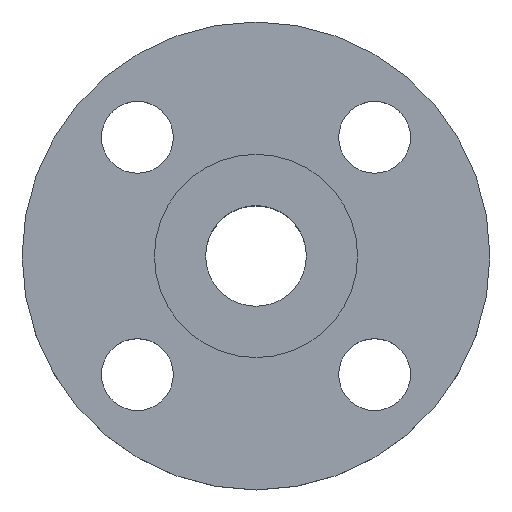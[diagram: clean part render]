
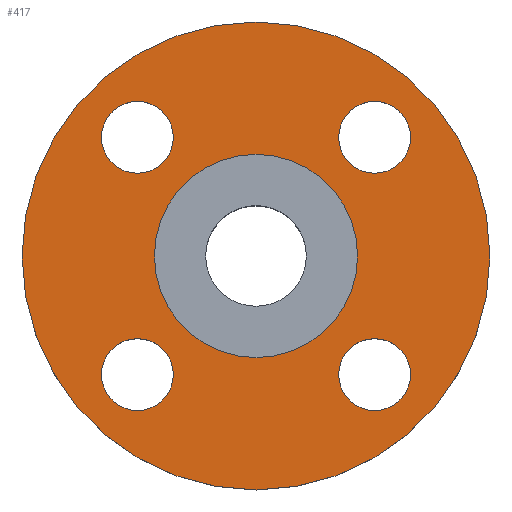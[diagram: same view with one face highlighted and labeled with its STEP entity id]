
A CAD part, top view. The second image highlights one B-rep face of the part: STEP entity #417.
In plain terms, the highlighted planar face has unit normal (0, 0, 1).
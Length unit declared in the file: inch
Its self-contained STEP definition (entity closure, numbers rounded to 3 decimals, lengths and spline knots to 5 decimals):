
#3 = AXIS2_PLACEMENT_3D ( 'NONE', #15, #742, #316 ) ;
#10 = CARTESIAN_POINT ( 'NONE',  ( -1.23744, -1.23744, 0. ) ) ;
#13 = EDGE_CURVE ( 'NONE', #337, #590, #37, .T. ) ;
#15 = CARTESIAN_POINT ( 'NONE',  ( -1.23744, 1.23744, 0. ) ) ;
#32 = DIRECTION ( 'NONE',  ( 0., 0., 1. ) ) ;
#33 = EDGE_CURVE ( 'NONE', #511, #166, #739, .T. ) ;
#35 = DIRECTION ( 'NONE',  ( 0., 0., 1. ) ) ;
#37 = CIRCLE ( 'NONE', #3, 0.375 ) ;
#42 = DIRECTION ( 'NONE',  ( 0., 0., 1. ) ) ;
#67 = AXIS2_PLACEMENT_3D ( 'NONE', #326, #564, #583 ) ;
#68 = EDGE_CURVE ( 'NONE', #458, #586, #779, .T. ) ;
#70 = CARTESIAN_POINT ( 'NONE',  ( -2.44, 0., 0. ) ) ;
#73 = CIRCLE ( 'NONE', #493, 0.375 ) ;
#85 = VERTEX_POINT ( 'NONE', #355 ) ;
#86 = CARTESIAN_POINT ( 'NONE',  ( -1.23744, -1.23744, 0. ) ) ;
#90 = CARTESIAN_POINT ( 'NONE',  ( 0., 0., 0. ) ) ;
#92 = EDGE_CURVE ( 'NONE', #85, #400, #73, .T. ) ;
#96 = CIRCLE ( 'NONE', #67, 0.375 ) ;
#104 = VERTEX_POINT ( 'NONE', #526 ) ;
#107 = DIRECTION ( 'NONE',  ( 1., 0., 0. ) ) ;
#124 = AXIS2_PLACEMENT_3D ( 'NONE', #658, #349, #107 ) ;
#129 = EDGE_CURVE ( 'NONE', #590, #337, #138, .T. ) ;
#131 = CARTESIAN_POINT ( 'NONE',  ( 1.23744, -1.23744, 0. ) ) ;
#134 = DIRECTION ( 'NONE',  ( 0., -1., 0. ) ) ;
#137 = CARTESIAN_POINT ( 'NONE',  ( -1.06, 0., 0. ) ) ;
#138 = CIRCLE ( 'NONE', #689, 0.375 ) ;
#145 = DIRECTION ( 'NONE',  ( 0., 0., 1. ) ) ;
#149 = EDGE_LOOP ( 'NONE', ( #666, #541 ) ) ;
#162 = DIRECTION ( 'NONE',  ( 0., 0., 1. ) ) ;
#164 = CARTESIAN_POINT ( 'NONE',  ( 1.23744, 1.23744, 0. ) ) ;
#165 = PLANE ( 'NONE',  #505 ) ;
#166 = VERTEX_POINT ( 'NONE', #284 ) ;
#167 = CARTESIAN_POINT ( 'NONE',  ( 0., 0., 0. ) ) ;
#182 = EDGE_CURVE ( 'NONE', #518, #343, #205, .T. ) ;
#183 = CARTESIAN_POINT ( 'NONE',  ( -1.61244, -1.23744, 0. ) ) ;
#194 = AXIS2_PLACEMENT_3D ( 'NONE', #402, #162, #468 ) ;
#198 = CARTESIAN_POINT ( 'NONE',  ( -1.23744, 0.86244, 0. ) ) ;
#203 = ORIENTED_EDGE ( 'NONE', *, *, #751, .F. ) ;
#205 = CIRCLE ( 'NONE', #303, 1.06 ) ;
#211 = ORIENTED_EDGE ( 'NONE', *, *, #129, .F. ) ;
#212 = ORIENTED_EDGE ( 'NONE', *, *, #68, .F. ) ;
#217 = CARTESIAN_POINT ( 'NONE',  ( 1.23744, -0.86244, 0. ) ) ;
#261 = CIRCLE ( 'NONE', #124, 2.44 ) ;
#263 = DIRECTION ( 'NONE',  ( 0., 0., 1. ) ) ;
#282 = EDGE_LOOP ( 'NONE', ( #516, #656 ) ) ;
#284 = CARTESIAN_POINT ( 'NONE',  ( 1.23744, -1.61244, 0. ) ) ;
#292 = CARTESIAN_POINT ( 'NONE',  ( 0., 0., 0. ) ) ;
#293 = ORIENTED_EDGE ( 'NONE', *, *, #340, .F. ) ;
#303 = AXIS2_PLACEMENT_3D ( 'NONE', #167, #35, #782 ) ;
#316 = DIRECTION ( 'NONE',  ( 0., 1., 0. ) ) ;
#326 = CARTESIAN_POINT ( 'NONE',  ( 1.23744, 1.23744, 0. ) ) ;
#328 = DIRECTION ( 'NONE',  ( -1., 0., 0. ) ) ;
#337 = VERTEX_POINT ( 'NONE', #198 ) ;
#340 = EDGE_CURVE ( 'NONE', #586, #458, #563, .T. ) ;
#343 = VERTEX_POINT ( 'NONE', #137 ) ;
#349 = DIRECTION ( 'NONE',  ( 0., 0., 1. ) ) ;
#355 = CARTESIAN_POINT ( 'NONE',  ( 1.61244, 1.23744, 0. ) ) ;
#370 = CIRCLE ( 'NONE', #194, 1.06 ) ;
#390 = ORIENTED_EDGE ( 'NONE', *, *, #13, .F. ) ;
#400 = VERTEX_POINT ( 'NONE', #774 ) ;
#402 = CARTESIAN_POINT ( 'NONE',  ( 0., 0., 0. ) ) ;
#405 = EDGE_CURVE ( 'NONE', #794, #104, #261, .T. ) ;
#406 = DIRECTION ( 'NONE',  ( 0., 0., 1. ) ) ;
#407 = FACE_BOUND ( 'NONE', #282, .T. ) ;
#417 = ADVANCED_FACE ( 'NONE', ( #407, #589, #473, #463, #601, #793 ), #165, .T. ) ;
#419 = AXIS2_PLACEMENT_3D ( 'NONE', #131, #627, #134 ) ;
#422 = CARTESIAN_POINT ( 'NONE',  ( -0.86244, -1.23744, 0. ) ) ;
#437 = EDGE_CURVE ( 'NONE', #104, #794, #716, .T. ) ;
#453 = CARTESIAN_POINT ( 'NONE',  ( 1.23744, -1.23744, 0. ) ) ;
#458 = VERTEX_POINT ( 'NONE', #422 ) ;
#460 = EDGE_LOOP ( 'NONE', ( #211, #390 ) ) ;
#463 = FACE_BOUND ( 'NONE', #703, .T. ) ;
#468 = DIRECTION ( 'NONE',  ( 1., 0., 0. ) ) ;
#473 = FACE_BOUND ( 'NONE', #460, .T. ) ;
#480 = CARTESIAN_POINT ( 'NONE',  ( 1.06, 0., 0. ) ) ;
#493 = AXIS2_PLACEMENT_3D ( 'NONE', #164, #588, #670 ) ;
#505 = AXIS2_PLACEMENT_3D ( 'NONE', #292, #42, #593 ) ;
#507 = AXIS2_PLACEMENT_3D ( 'NONE', #86, #698, #328 ) ;
#508 = EDGE_LOOP ( 'NONE', ( #293, #212 ) ) ;
#511 = VERTEX_POINT ( 'NONE', #217 ) ;
#516 = ORIENTED_EDGE ( 'NONE', *, *, #776, .F. ) ;
#518 = VERTEX_POINT ( 'NONE', #480 ) ;
#526 = CARTESIAN_POINT ( 'NONE',  ( 2.44, 0., 0. ) ) ;
#527 = DIRECTION ( 'NONE',  ( 1., 0., 0. ) ) ;
#528 = EDGE_CURVE ( 'NONE', #343, #518, #370, .T. ) ;
#541 = ORIENTED_EDGE ( 'NONE', *, *, #182, .F. ) ;
#553 = CIRCLE ( 'NONE', #419, 0.375 ) ;
#560 = CARTESIAN_POINT ( 'NONE',  ( -1.23744, 1.61244, 0. ) ) ;
#563 = CIRCLE ( 'NONE', #507, 0.375 ) ;
#564 = DIRECTION ( 'NONE',  ( 0., 0., 1. ) ) ;
#567 = AXIS2_PLACEMENT_3D ( 'NONE', #453, #145, #640 ) ;
#573 = AXIS2_PLACEMENT_3D ( 'NONE', #90, #32, #527 ) ;
#583 = DIRECTION ( 'NONE',  ( 1., 0., 0. ) ) ;
#586 = VERTEX_POINT ( 'NONE', #183 ) ;
#588 = DIRECTION ( 'NONE',  ( 0., 0., 1. ) ) ;
#589 = FACE_BOUND ( 'NONE', #508, .T. ) ;
#590 = VERTEX_POINT ( 'NONE', #560 ) ;
#593 = DIRECTION ( 'NONE',  ( 1., 0., 0. ) ) ;
#595 = DIRECTION ( 'NONE',  ( 0., 1., 0. ) ) ;
#600 = CARTESIAN_POINT ( 'NONE',  ( -1.23744, 1.23744, 0. ) ) ;
#601 = FACE_BOUND ( 'NONE', #149, .T. ) ;
#602 = EDGE_LOOP ( 'NONE', ( #768, #717 ) ) ;
#616 = ORIENTED_EDGE ( 'NONE', *, *, #92, .F. ) ;
#627 = DIRECTION ( 'NONE',  ( 0., 0., 1. ) ) ;
#640 = DIRECTION ( 'NONE',  ( 0., -1., 0. ) ) ;
#656 = ORIENTED_EDGE ( 'NONE', *, *, #33, .F. ) ;
#658 = CARTESIAN_POINT ( 'NONE',  ( 0., 0., 0. ) ) ;
#666 = ORIENTED_EDGE ( 'NONE', *, *, #528, .F. ) ;
#670 = DIRECTION ( 'NONE',  ( 1., 0., 0. ) ) ;
#689 = AXIS2_PLACEMENT_3D ( 'NONE', #600, #406, #595 ) ;
#698 = DIRECTION ( 'NONE',  ( 0., 0., 1. ) ) ;
#703 = EDGE_LOOP ( 'NONE', ( #616, #203 ) ) ;
#716 = CIRCLE ( 'NONE', #573, 2.44 ) ;
#717 = ORIENTED_EDGE ( 'NONE', *, *, #405, .T. ) ;
#718 = DIRECTION ( 'NONE',  ( -1., 0., 0. ) ) ;
#739 = CIRCLE ( 'NONE', #567, 0.375 ) ;
#742 = DIRECTION ( 'NONE',  ( 0., 0., 1. ) ) ;
#751 = EDGE_CURVE ( 'NONE', #400, #85, #96, .T. ) ;
#768 = ORIENTED_EDGE ( 'NONE', *, *, #437, .T. ) ;
#774 = CARTESIAN_POINT ( 'NONE',  ( 0.86244, 1.23744, 0. ) ) ;
#776 = EDGE_CURVE ( 'NONE', #166, #511, #553, .T. ) ;
#779 = CIRCLE ( 'NONE', #795, 0.375 ) ;
#782 = DIRECTION ( 'NONE',  ( 1., 0., 0. ) ) ;
#793 = FACE_OUTER_BOUND ( 'NONE', #602, .T. ) ;
#794 = VERTEX_POINT ( 'NONE', #70 ) ;
#795 = AXIS2_PLACEMENT_3D ( 'NONE', #10, #263, #718 ) ;
